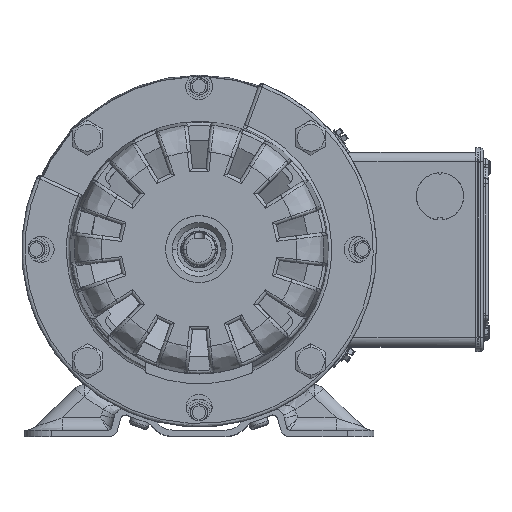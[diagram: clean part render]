
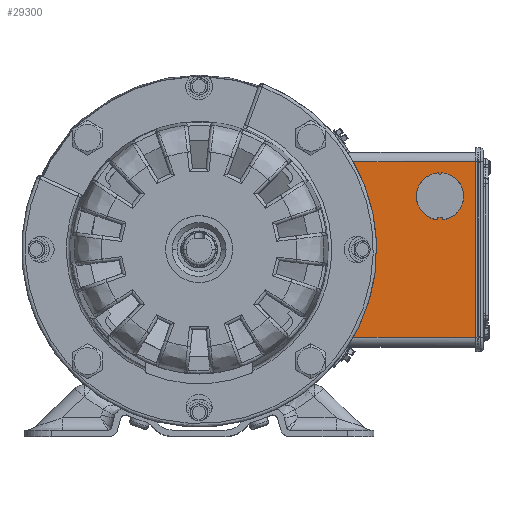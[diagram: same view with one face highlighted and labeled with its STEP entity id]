
A CAD part, top view. The second image highlights one B-rep face of the part: STEP entity #29300.
In plain terms, the highlighted planar face has unit normal (0, 0, 1).
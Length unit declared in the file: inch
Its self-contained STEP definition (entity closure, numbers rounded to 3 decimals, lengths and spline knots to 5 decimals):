
#559 = DIRECTION ( 'NONE',  ( 1., 0., 0. ) ) ;
#3750 = CIRCLE ( 'NONE', #144966, 3.24 ) ;
#4189 = CARTESIAN_POINT ( 'NONE',  ( 4.43345, 0.605, 9.95256 ) ) ;
#5450 = VECTOR ( 'NONE', #87358, 39.37008 ) ;
#6471 = CARTESIAN_POINT ( 'NONE',  ( 4.52345, 0.605, 9.95256 ) ) ;
#7111 = DIRECTION ( 'NONE',  ( 0., 1., 0. ) ) ;
#7402 = LINE ( 'NONE', #97200, #135070 ) ;
#7993 = VERTEX_POINT ( 'NONE', #6471 ) ;
#8084 = VERTEX_POINT ( 'NONE', #120452 ) ;
#10989 = CARTESIAN_POINT ( 'NONE',  ( 4.43345, 0.55231, 9.95256 ) ) ;
#11883 = EDGE_CURVE ( 'NONE', #46567, #13798, #99415, .T. ) ;
#13047 = LINE ( 'NONE', #19031, #92308 ) ;
#13798 = VERTEX_POINT ( 'NONE', #99412 ) ;
#18523 = CARTESIAN_POINT ( 'NONE',  ( 4.47845, 0.99, 9.95256 ) ) ;
#19031 = CARTESIAN_POINT ( 'NONE',  ( 4.52345, 0., 9.95256 ) ) ;
#21977 = CARTESIAN_POINT ( 'NONE',  ( 0.03845, 0.605, 9.95256 ) ) ;
#22623 = DIRECTION ( 'NONE',  ( -1., 0., 0. ) ) ;
#23500 = EDGE_LOOP ( 'NONE', ( #24007, #122930, #125779, #64668 ) ) ;
#24007 = ORIENTED_EDGE ( 'NONE', *, *, #72838, .F. ) ;
#24501 = DIRECTION ( 'NONE',  ( 1., 0., 0. ) ) ;
#26901 = AXIS2_PLACEMENT_3D ( 'NONE', #115853, #129350, #41783 ) ;
#29300 = ADVANCED_FACE ( 'NONE', ( #43508, #82050 ), #35337, .T. ) ;
#30676 = AXIS2_PLACEMENT_3D ( 'NONE', #88101, #74036, #559 ) ;
#32234 = VERTEX_POINT ( 'NONE', #4189 ) ;
#34315 = DIRECTION ( 'NONE',  ( 0., 0., -1. ) ) ;
#35337 = PLANE ( 'NONE',  #118760 ) ;
#36028 = ORIENTED_EDGE ( 'NONE', *, *, #11883, .T. ) ;
#36258 = ORIENTED_EDGE ( 'NONE', *, *, #106007, .T. ) ;
#36806 = CIRCLE ( 'NONE', #55191, 0.44 ) ;
#40193 = VERTEX_POINT ( 'NONE', #132243 ) ;
#40724 = EDGE_CURVE ( 'NONE', #8084, #7993, #13047, .T. ) ;
#41783 = DIRECTION ( 'NONE',  ( 1., 0., 0. ) ) ;
#43247 = CARTESIAN_POINT ( 'NONE',  ( 5.17845, 1.81, 9.95256 ) ) ;
#43508 = FACE_OUTER_BOUND ( 'NONE', #23500, .T. ) ;
#46567 = VERTEX_POINT ( 'NONE', #91531 ) ;
#47716 = ORIENTED_EDGE ( 'NONE', *, *, #40724, .T. ) ;
#48596 = LINE ( 'NONE', #70260, #149119 ) ;
#53741 = VERTEX_POINT ( 'NONE', #122944 ) ;
#54223 = EDGE_CURVE ( 'NONE', #13798, #72270, #148357, .T. ) ;
#55191 = AXIS2_PLACEMENT_3D ( 'NONE', #135497, #98731, #134413 ) ;
#55204 = EDGE_LOOP ( 'NONE', ( #80744, #36028, #114004, #127235, #47716, #36258, #158681 ) ) ;
#58081 = EDGE_CURVE ( 'NONE', #53741, #145240, #3750, .T. ) ;
#59146 = CARTESIAN_POINT ( 'NONE',  ( 0.03845, 0., 9.95256 ) ) ;
#64668 = ORIENTED_EDGE ( 'NONE', *, *, #146520, .F. ) ;
#70260 = CARTESIAN_POINT ( 'NONE',  ( 0.03845, 1.63, 9.95256 ) ) ;
#71523 = CARTESIAN_POINT ( 'NONE',  ( 0.03845, 0., 9.95256 ) ) ;
#72270 = VERTEX_POINT ( 'NONE', #110550 ) ;
#72838 = EDGE_CURVE ( 'NONE', #40193, #119899, #85952, .T. ) ;
#74036 = DIRECTION ( 'NONE',  ( 0., 0., -1. ) ) ;
#75349 = VERTEX_POINT ( 'NONE', #10989 ) ;
#76148 = EDGE_CURVE ( 'NONE', #40193, #53741, #48596, .T. ) ;
#78081 = EDGE_CURVE ( 'NONE', #72270, #8084, #36806, .T. ) ;
#80744 = ORIENTED_EDGE ( 'NONE', *, *, #99016, .T. ) ;
#81175 = CIRCLE ( 'NONE', #87381, 0.44 ) ;
#82050 = FACE_BOUND ( 'NONE', #55204, .T. ) ;
#85952 = LINE ( 'NONE', #43247, #140092 ) ;
#87358 = DIRECTION ( 'NONE',  ( -1., 0., 0. ) ) ;
#87381 = AXIS2_PLACEMENT_3D ( 'NONE', #18523, #117443, #95691 ) ;
#88101 = CARTESIAN_POINT ( 'NONE',  ( 4.47845, 0.99, 9.95256 ) ) ;
#91531 = CARTESIAN_POINT ( 'NONE',  ( 4.44847, 1.42898, 9.95256 ) ) ;
#92308 = VECTOR ( 'NONE', #7111, 39.37008 ) ;
#95691 = DIRECTION ( 'NONE',  ( 1., 0., 0. ) ) ;
#97200 = CARTESIAN_POINT ( 'NONE',  ( 5.17845, -1.63, 9.95256 ) ) ;
#98731 = DIRECTION ( 'NONE',  ( 0., 0., -1. ) ) ;
#99016 = EDGE_CURVE ( 'NONE', #75349, #46567, #81175, .T. ) ;
#99412 = CARTESIAN_POINT ( 'NONE',  ( 4.50843, 1.42898, 9.95256 ) ) ;
#99415 = CIRCLE ( 'NONE', #26901, 0.03 ) ;
#105579 = CARTESIAN_POINT ( 'NONE',  ( 5.17845, -1.63, 9.95256 ) ) ;
#106007 = EDGE_CURVE ( 'NONE', #7993, #32234, #109862, .T. ) ;
#109862 = LINE ( 'NONE', #21977, #5450 ) ;
#110550 = CARTESIAN_POINT ( 'NONE',  ( 4.91845, 0.99, 9.95256 ) ) ;
#114004 = ORIENTED_EDGE ( 'NONE', *, *, #54223, .T. ) ;
#115853 = CARTESIAN_POINT ( 'NONE',  ( 4.47845, 1.43, 9.95256 ) ) ;
#117443 = DIRECTION ( 'NONE',  ( 0., 0., -1. ) ) ;
#117941 = VECTOR ( 'NONE', #147468, 39.37008 ) ;
#118760 = AXIS2_PLACEMENT_3D ( 'NONE', #71523, #147761, #24501 ) ;
#118876 = EDGE_CURVE ( 'NONE', #32234, #75349, #150828, .T. ) ;
#119899 = VERTEX_POINT ( 'NONE', #105579 ) ;
#120452 = CARTESIAN_POINT ( 'NONE',  ( 4.52345, 0.55231, 9.95256 ) ) ;
#120819 = DIRECTION ( 'NONE',  ( -1., 0., 0. ) ) ;
#122930 = ORIENTED_EDGE ( 'NONE', *, *, #76148, .T. ) ;
#122944 = CARTESIAN_POINT ( 'NONE',  ( 2.83857, 1.63, 9.95256 ) ) ;
#125779 = ORIENTED_EDGE ( 'NONE', *, *, #58081, .T. ) ;
#127235 = ORIENTED_EDGE ( 'NONE', *, *, #78081, .T. ) ;
#129350 = DIRECTION ( 'NONE',  ( 0., 0., 1. ) ) ;
#132243 = CARTESIAN_POINT ( 'NONE',  ( 5.17845, 1.63, 9.95256 ) ) ;
#133540 = DIRECTION ( 'NONE',  ( -1., 0., 0. ) ) ;
#134413 = DIRECTION ( 'NONE',  ( 1., 0., 0. ) ) ;
#134519 = CARTESIAN_POINT ( 'NONE',  ( 4.43345, 0., 9.95256 ) ) ;
#135070 = VECTOR ( 'NONE', #22623, 39.37008 ) ;
#135497 = CARTESIAN_POINT ( 'NONE',  ( 4.47845, 0.99, 9.95256 ) ) ;
#140000 = DIRECTION ( 'NONE',  ( 0., -1., 0. ) ) ;
#140092 = VECTOR ( 'NONE', #140000, 39.37008 ) ;
#144966 = AXIS2_PLACEMENT_3D ( 'NONE', #59146, #34315, #120819 ) ;
#145240 = VERTEX_POINT ( 'NONE', #145301 ) ;
#145301 = CARTESIAN_POINT ( 'NONE',  ( 2.83857, -1.63, 9.95256 ) ) ;
#146520 = EDGE_CURVE ( 'NONE', #119899, #145240, #7402, .T. ) ;
#147468 = DIRECTION ( 'NONE',  ( 0., -1., 0. ) ) ;
#147761 = DIRECTION ( 'NONE',  ( 0., 0., 1. ) ) ;
#148357 = CIRCLE ( 'NONE', #30676, 0.44 ) ;
#149119 = VECTOR ( 'NONE', #133540, 39.37008 ) ;
#150828 = LINE ( 'NONE', #134519, #117941 ) ;
#158681 = ORIENTED_EDGE ( 'NONE', *, *, #118876, .T. ) ;
